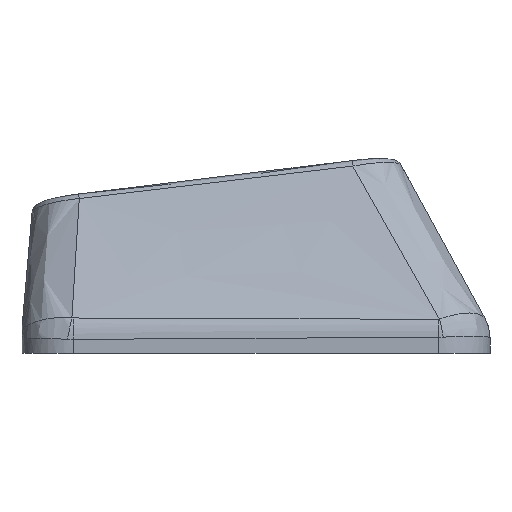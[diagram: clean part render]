
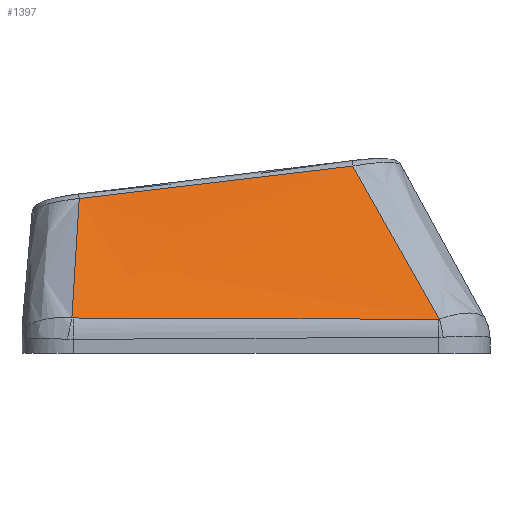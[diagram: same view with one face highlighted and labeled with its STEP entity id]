
A CAD part, left-side view. The second image highlights one B-rep face of the part: STEP entity #1397.
In plain terms, the highlighted free-form (B-spline) face has degree [3, 3] with [4, 4] control points.
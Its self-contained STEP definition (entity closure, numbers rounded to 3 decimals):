
#98=B_SPLINE_SURFACE_WITH_KNOTS('',3,3,((#2578,#2579,#2580,#2581),(#2582,
#2583,#2584,#2585),(#2586,#2587,#2588,#2589),(#2590,#2591,#2592,#2593)),
 .UNSPECIFIED.,.F.,.F.,.F.,(4,4),(4,4),(0.099,0.893),
(0.037,0.95),.UNSPECIFIED.);
#147=FACE_OUTER_BOUND('',#228,.T.);
#228=EDGE_LOOP('',(#1044,#1045,#1046,#1047,#1048,#1049));
#458=B_SPLINE_CURVE_WITH_KNOTS('',3,(#2256,#2257,#2258,#2259),
 .UNSPECIFIED.,.F.,.F.,(4,4),(0.,0.005),
 .UNSPECIFIED.);
#460=B_SPLINE_CURVE_WITH_KNOTS('',3,(#2283,#2284,#2285,#2286),
 .UNSPECIFIED.,.F.,.F.,(4,4),(0.,1.416),.UNSPECIFIED.);
#462=B_SPLINE_CURVE_WITH_KNOTS('',3,(#2310,#2311,#2312,#2313),
 .UNSPECIFIED.,.F.,.F.,(4,4),(0.,0.006),
 .UNSPECIFIED.);
#477=B_SPLINE_CURVE_WITH_KNOTS('',3,(#2595,#2596,#2597,#2598),
 .UNSPECIFIED.,.F.,.F.,(4,4),(0.03,0.781),
 .UNSPECIFIED.);
#478=B_SPLINE_CURVE_WITH_KNOTS('',3,(#2600,#2601,#2602,#2603),
 .UNSPECIFIED.,.F.,.F.,(4,4),(-1.069,0.),.UNSPECIFIED.);
#479=B_SPLINE_CURVE_WITH_KNOTS('',3,(#2604,#2605,#2606,#2607),
 .UNSPECIFIED.,.F.,.F.,(4,4),(-0.582,-0.025),
 .UNSPECIFIED.);
#592=VERTEX_POINT('',#2218);
#594=VERTEX_POINT('',#2249);
#596=VERTEX_POINT('',#2276);
#598=VERTEX_POINT('',#2303);
#614=VERTEX_POINT('',#2594);
#615=VERTEX_POINT('',#2599);
#754=EDGE_CURVE('',#592,#594,#458,.T.);
#757=EDGE_CURVE('',#594,#596,#460,.T.);
#760=EDGE_CURVE('',#596,#598,#462,.T.);
#784=EDGE_CURVE('',#614,#592,#477,.T.);
#785=EDGE_CURVE('',#615,#614,#478,.T.);
#786=EDGE_CURVE('',#598,#615,#479,.T.);
#1044=ORIENTED_EDGE('',*,*,#760,.F.);
#1045=ORIENTED_EDGE('',*,*,#757,.F.);
#1046=ORIENTED_EDGE('',*,*,#754,.F.);
#1047=ORIENTED_EDGE('',*,*,#784,.F.);
#1048=ORIENTED_EDGE('',*,*,#785,.F.);
#1049=ORIENTED_EDGE('',*,*,#786,.F.);
#1397=ADVANCED_FACE('',(#147),#98,.T.);
#2218=CARTESIAN_POINT('',(-16.051,-7.124,0.33));
#2249=CARTESIAN_POINT('',(-16.053,-7.077,0.326));
#2256=CARTESIAN_POINT('Ctrl Pts',(-16.051,-7.124,0.33));
#2257=CARTESIAN_POINT('Ctrl Pts',(-16.052,-7.108,0.328));
#2258=CARTESIAN_POINT('Ctrl Pts',(-16.053,-7.093,0.326));
#2259=CARTESIAN_POINT('Ctrl Pts',(-16.053,-7.077,0.326));
#2276=CARTESIAN_POINT('',(-15.974,7.086,0.377));
#2283=CARTESIAN_POINT('Ctrl Pts',(-16.053,-7.077,0.326));
#2284=CARTESIAN_POINT('Ctrl Pts',(-16.033,-2.356,0.342));
#2285=CARTESIAN_POINT('Ctrl Pts',(-16.008,2.365,0.359));
#2286=CARTESIAN_POINT('Ctrl Pts',(-15.974,7.086,0.377));
#2303=CARTESIAN_POINT('',(-15.97,7.144,0.382));
#2310=CARTESIAN_POINT('Ctrl Pts',(-15.974,7.086,0.377));
#2311=CARTESIAN_POINT('Ctrl Pts',(-15.974,7.106,0.377));
#2312=CARTESIAN_POINT('Ctrl Pts',(-15.973,7.125,0.379));
#2313=CARTESIAN_POINT('Ctrl Pts',(-15.97,7.144,0.382));
#2578=CARTESIAN_POINT('Ctrl Pts',(-12.906,-4.137,6.315));
#2579=CARTESIAN_POINT('Ctrl Pts',(-13.955,-5.133,4.319));
#2580=CARTESIAN_POINT('Ctrl Pts',(-15.004,-6.129,2.323));
#2581=CARTESIAN_POINT('Ctrl Pts',(-16.053,-7.125,0.327));
#2582=CARTESIAN_POINT('Ctrl Pts',(-12.906,-0.376,
5.875));
#2583=CARTESIAN_POINT('Ctrl Pts',(-13.955,-1.04,4.018));
#2584=CARTESIAN_POINT('Ctrl Pts',(-15.004,-1.705,2.161));
#2585=CARTESIAN_POINT('Ctrl Pts',(-16.053,-2.369,0.304));
#2586=CARTESIAN_POINT('Ctrl Pts',(-12.906,3.385,5.435));
#2587=CARTESIAN_POINT('Ctrl Pts',(-13.955,3.052,3.717));
#2588=CARTESIAN_POINT('Ctrl Pts',(-15.004,2.72,1.999));
#2589=CARTESIAN_POINT('Ctrl Pts',(-16.053,2.388,0.281));
#2590=CARTESIAN_POINT('Ctrl Pts',(-12.906,7.145,4.995));
#2591=CARTESIAN_POINT('Ctrl Pts',(-13.955,7.145,3.416));
#2592=CARTESIAN_POINT('Ctrl Pts',(-15.004,7.144,1.837));
#2593=CARTESIAN_POINT('Ctrl Pts',(-16.053,7.144,0.258));
#2594=CARTESIAN_POINT('',(-12.906,-3.756,6.271));
#2595=CARTESIAN_POINT('Ctrl Pts',(-12.906,-3.756,6.271));
#2596=CARTESIAN_POINT('Ctrl Pts',(-13.961,-4.885,4.296));
#2597=CARTESIAN_POINT('Ctrl Pts',(-15.008,-6.006,2.315));
#2598=CARTESIAN_POINT('Ctrl Pts',(-16.051,-7.124,0.33));
#2599=CARTESIAN_POINT('',(-12.917,6.858,5.013));
#2600=CARTESIAN_POINT('Ctrl Pts',(-12.917,6.858,5.013));
#2601=CARTESIAN_POINT('Ctrl Pts',(-12.914,3.32,5.43));
#2602=CARTESIAN_POINT('Ctrl Pts',(-12.91,-0.218,5.849));
#2603=CARTESIAN_POINT('Ctrl Pts',(-12.906,-3.756,6.271));
#2604=CARTESIAN_POINT('Ctrl Pts',(-15.97,7.144,0.382));
#2605=CARTESIAN_POINT('Ctrl Pts',(-14.947,7.041,1.923));
#2606=CARTESIAN_POINT('Ctrl Pts',(-13.929,6.944,3.467));
#2607=CARTESIAN_POINT('Ctrl Pts',(-12.917,6.858,5.013));
